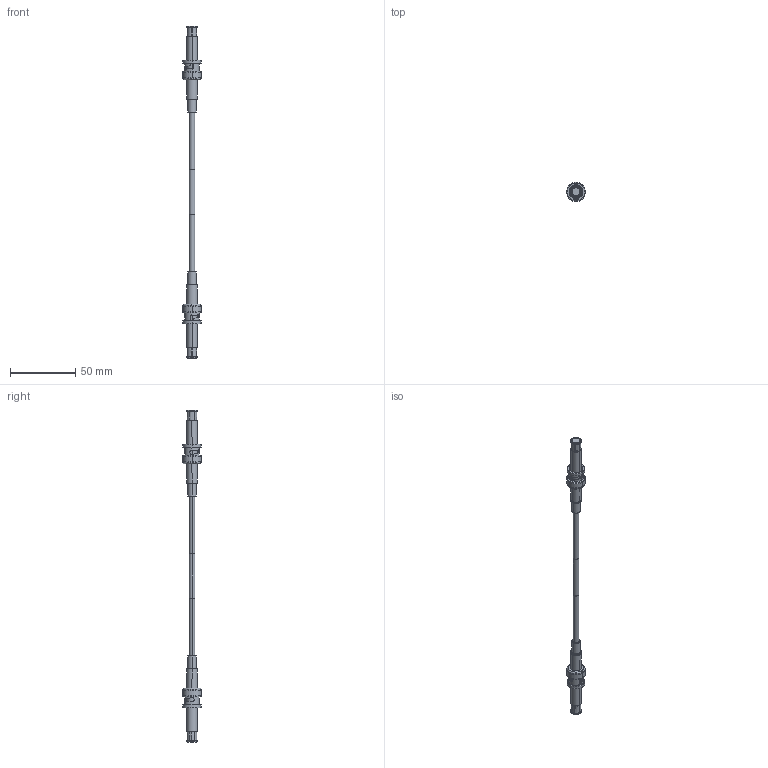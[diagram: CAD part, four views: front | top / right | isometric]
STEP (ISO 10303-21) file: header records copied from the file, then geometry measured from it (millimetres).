
FILE_DESCRIPTION (( 'STEP AP214' ), '1' );
FILE_NAME ('FMCA9763_3D.step', '2023-06-26T12:05:36', ( '' ), ( '' ), 'SwSTEP 2.0', 'SolidWorks 2022', '' );
FILE_SCHEMA (( 'AUTOMOTIVE_DESIGN' ));
Length unit declared in the file: inch
Products named in the file (4): FMCA9763_3D; heat shrink-230180FM_conn 1; FMCN45836; RG303／U_5 Inch Length with Lable
Assembly tree (5 placements, depth 2):
  FMCA9763_3D
    RG303／U_5 Inch Length with Lable
    FMCN45836  x2
    heat shrink-230180FM_conn 1  x2
Bounding box: 14.5 x 14.5 x 254.2 mm (x, y, z)
Volume: 9768.9 mm3; surface area: 10524.5 mm2
Topology: 5 solids, 7 shells, 398 faces, 974 edges, 614 vertices
Faces by surface type: cylinder 156, plane 124, cone 70, bspline 32, torus 16
Entity records: 6638 total; most frequent: CARTESIAN_POINT 1769, DIRECTION 1004, ORIENTED_EDGE 992, EDGE_CURVE 496, AXIS2_PLACEMENT_3D 428, VERTEX_POINT 313, CIRCLE 232, EDGE_LOOP 223
